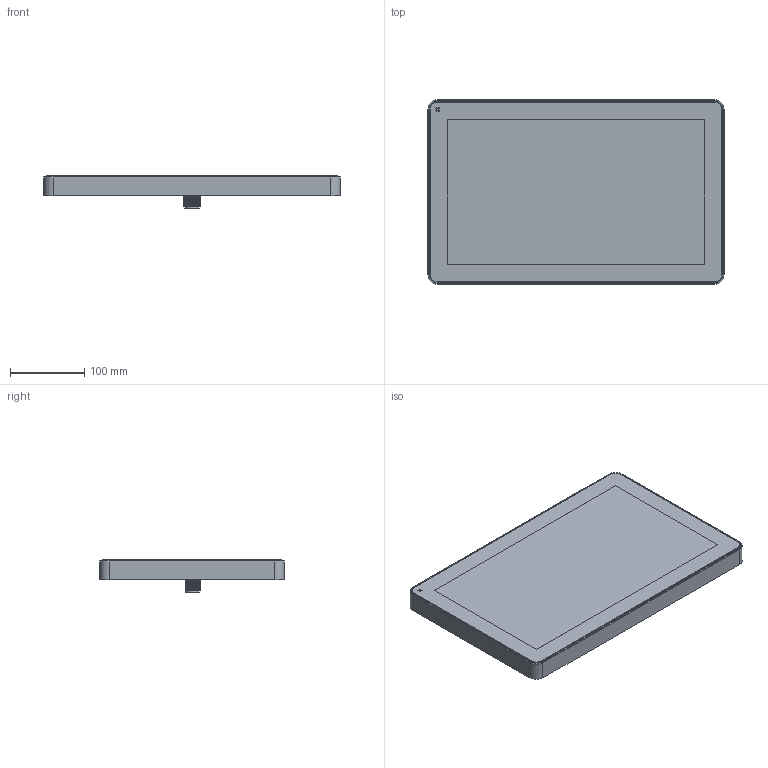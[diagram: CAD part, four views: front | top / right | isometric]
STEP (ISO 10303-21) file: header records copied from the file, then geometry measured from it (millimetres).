
FILE_DESCRIPTION (( 'STEP AP203' ), '1' );
FILE_NAME ('JSmart715 for customers.STEP', '2020-08-21T08:28:15', ( '' ), ( '' ), 'SwSTEP 2.0', 'SolidWorks 2020', '' );
FILE_SCHEMA (( 'CONFIG_CONTROL_DESIGN' ));
Products named in the file (1): JSmart715 for customers
Bounding box: 398.6 x 248 x 43.45 mm (x, y, z)
Volume: 2614115.2 mm3; surface area: 239659.9 mm2
Topology: 1 solids, 6 shells, 489 faces, 1278 edges, 820 vertices
Faces by surface type: plane 292, cylinder 124, bspline 58, cone 15
Entity records: 32437 total; most frequent: CARTESIAN_POINT 21239, ORIENTED_EDGE 2556, DIRECTION 1973, EDGE_CURVE 1278, VECTOR 871, LINE 871, VERTEX_POINT 820, AXIS2_PLACEMENT_3D 551
